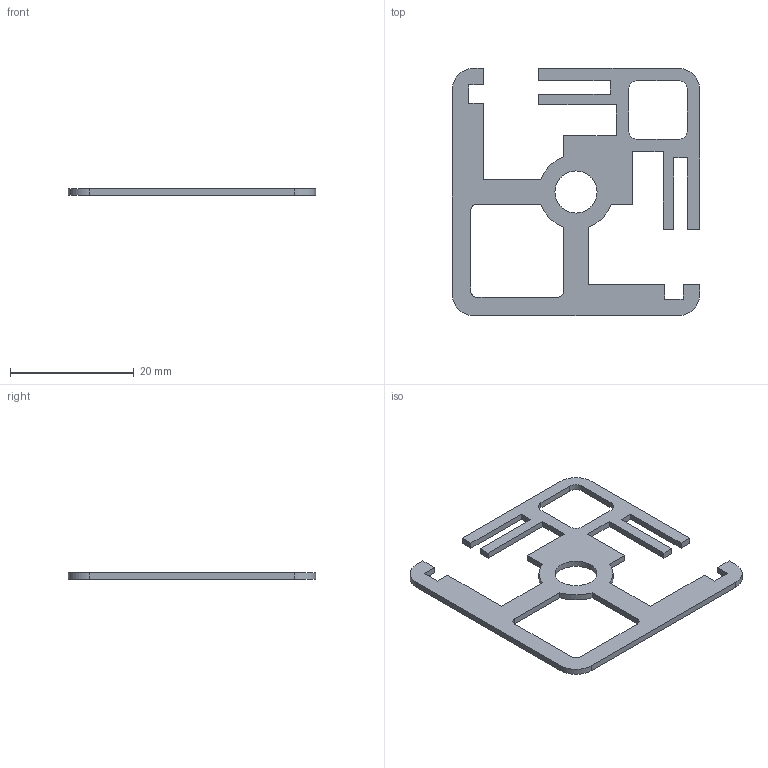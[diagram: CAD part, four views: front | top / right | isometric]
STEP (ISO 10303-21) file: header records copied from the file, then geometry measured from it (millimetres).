
FILE_DESCRIPTION((''),'2;1');
FILE_NAME('SP752_extern.ipt.step','2007-09-10T15:11:59',(''),(''),'Autodesk Inventor 11','Autodesk Inventor 11','');
FILE_SCHEMA(('AUTOMOTIVE_DESIGN { 1 0 10303 214 1 1 1 1 }'));
Length unit declared in the file: millimetre
Products named in the file (1): SP752_extern
Bounding box: 40 x 40 x 1 mm (x, y, z)
Volume: 696.5 mm3; surface area: 1833.7 mm2
Topology: 1 solids, 1 shells, 61 faces, 178 edges, 119 vertices
Faces by surface type: plane 31, bspline 17, cylinder 13
Entity records: 2057 total; most frequent: CARTESIAN_POINT 435, ORIENTED_EDGE 352, DIRECTION 296, EDGE_CURVE 176, VECTOR 146, LINE 146, VERTEX_POINT 118, AXIS2_PLACEMENT_3D 75
